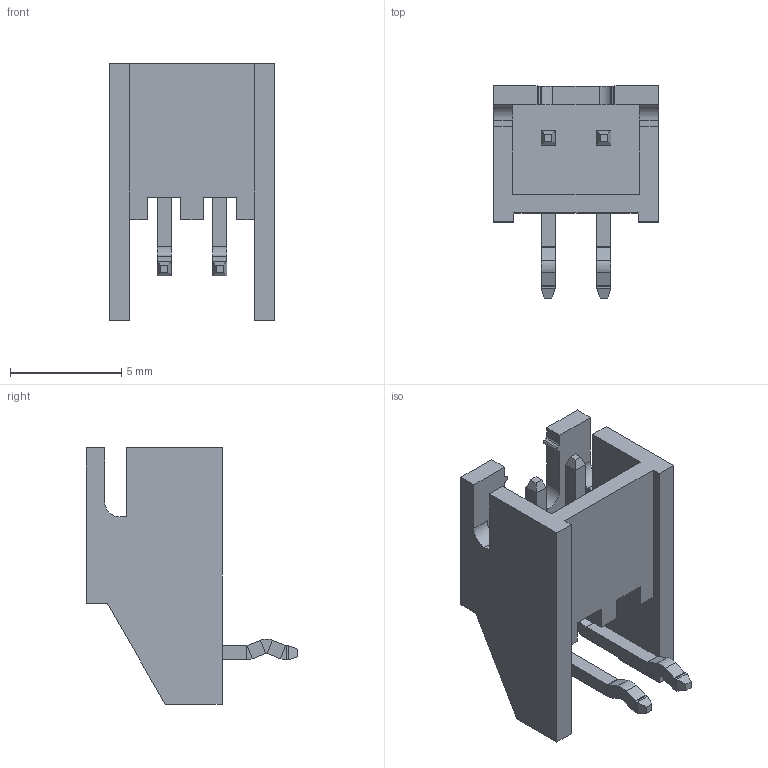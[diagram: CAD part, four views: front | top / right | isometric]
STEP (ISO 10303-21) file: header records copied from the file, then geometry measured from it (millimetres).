
FILE_DESCRIPTION (( 'STEP AP214' ), '1' );
FILE_NAME ('S2B-XH-A auto.STEP', '2024-01-04T08:05:09', ( '' ), ( '' ), 'SwSTEP 2.0', 'SolidWorks 2021', '' );
FILE_SCHEMA (( 'AUTOMOTIVE_DESIGN' ));
Length unit declared in the file: millimetre
Products named in the file (3): pin^SxB-XH-A ass_bent; S2B-XH-A auto; SxB-XH-A_2
Assembly tree (3 placements, depth 2):
  S2B-XH-A auto
    SxB-XH-A_2
    pin^SxB-XH-A ass_bent  x2
Bounding box: 7.4 x 9.5 x 11.5 mm (x, y, z)
Volume: 202 mm3; surface area: 535.5 mm2
Topology: 3 solids, 3 shells, 148 faces, 354 edges, 212 vertices
Faces by surface type: plane 122, cylinder 26
Entity records: 3182 total; most frequent: CARTESIAN_POINT 538, ORIENTED_EDGE 528, DIRECTION 520, EDGE_CURVE 264, VECTOR 228, LINE 228, VERTEX_POINT 164, AXIS2_PLACEMENT_3D 146
